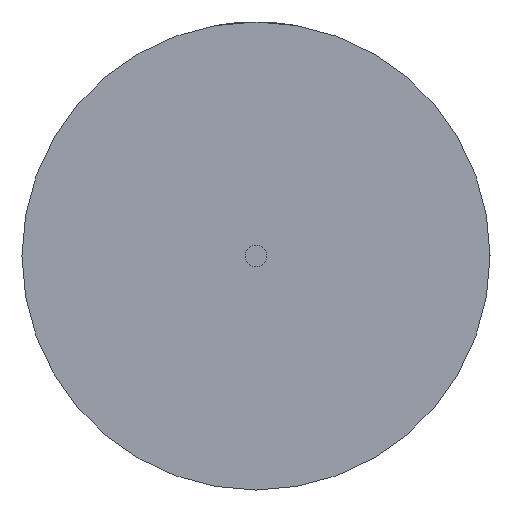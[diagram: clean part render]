
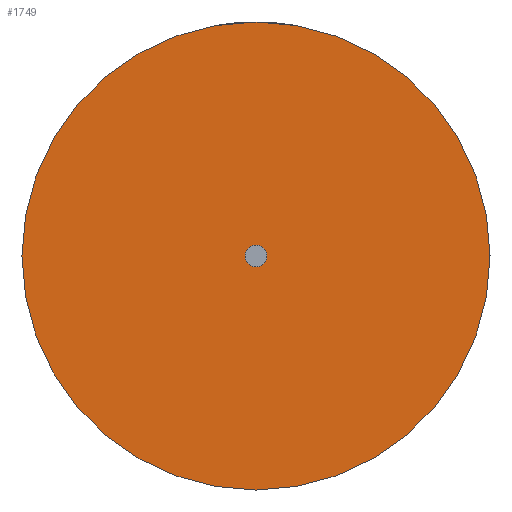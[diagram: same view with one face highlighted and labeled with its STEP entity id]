
A CAD part, left-side view. The second image highlights one B-rep face of the part: STEP entity #1749.
In plain terms, the highlighted planar face has unit normal (-1, 0, 0).
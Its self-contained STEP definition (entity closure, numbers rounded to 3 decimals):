
#59 = AXIS2_PLACEMENT_3D ( 'NONE', #2334, #2111, #3083 ) ;
#73 = EDGE_CURVE ( 'NONE', #644, #2718, #1126, .T. ) ;
#131 = CIRCLE ( 'NONE', #1124, 0.5 ) ;
#133 = AXIS2_PLACEMENT_3D ( 'NONE', #2386, #1885, #635 ) ;
#139 = DIRECTION ( 'NONE',  ( -1., 0., 0. ) ) ;
#194 = CARTESIAN_POINT ( 'NONE',  ( -0.005, 0., 0. ) ) ;
#265 = EDGE_LOOP ( 'NONE', ( #1619, #284 ) ) ;
#284 = ORIENTED_EDGE ( 'NONE', *, *, #846, .F. ) ;
#428 = FACE_OUTER_BOUND ( 'NONE', #1107, .T. ) ;
#513 = EDGE_CURVE ( 'NONE', #2657, #3069, #131, .T. ) ;
#635 = DIRECTION ( 'NONE',  ( 0., 0., 1. ) ) ;
#644 = VERTEX_POINT ( 'NONE', #757 ) ;
#679 = CIRCLE ( 'NONE', #1287, 0.5 ) ;
#757 = CARTESIAN_POINT ( 'NONE',  ( -0.005, 0., 10.75 ) ) ;
#846 = EDGE_CURVE ( 'NONE', #3069, #2657, #679, .T. ) ;
#896 = FACE_BOUND ( 'NONE', #265, .T. ) ;
#1107 = EDGE_LOOP ( 'NONE', ( #1900, #1289 ) ) ;
#1124 = AXIS2_PLACEMENT_3D ( 'NONE', #1888, #139, #1936 ) ;
#1126 = CIRCLE ( 'NONE', #59, 10.75 ) ;
#1243 = DIRECTION ( 'NONE',  ( -1., 0., 0. ) ) ;
#1287 = AXIS2_PLACEMENT_3D ( 'NONE', #194, #2438, #1406 ) ;
#1289 = ORIENTED_EDGE ( 'NONE', *, *, #73, .T. ) ;
#1296 = CARTESIAN_POINT ( 'NONE',  ( -0.005, 0., -0.5 ) ) ;
#1406 = DIRECTION ( 'NONE',  ( 0., 0., 1. ) ) ;
#1580 = EDGE_CURVE ( 'NONE', #2718, #644, #1729, .T. ) ;
#1619 = ORIENTED_EDGE ( 'NONE', *, *, #513, .F. ) ;
#1729 = CIRCLE ( 'NONE', #133, 10.75 ) ;
#1749 = ADVANCED_FACE ( 'NONE', ( #428, #896 ), #3010, .T. ) ;
#1757 = AXIS2_PLACEMENT_3D ( 'NONE', #3251, #1243, #2731 ) ;
#1885 = DIRECTION ( 'NONE',  ( -1., 0., 0. ) ) ;
#1888 = CARTESIAN_POINT ( 'NONE',  ( -0.005, 0., 0. ) ) ;
#1900 = ORIENTED_EDGE ( 'NONE', *, *, #1580, .T. ) ;
#1936 = DIRECTION ( 'NONE',  ( 0., 0., 1. ) ) ;
#2111 = DIRECTION ( 'NONE',  ( -1., 0., 0. ) ) ;
#2334 = CARTESIAN_POINT ( 'NONE',  ( -0.005, 0., 0. ) ) ;
#2386 = CARTESIAN_POINT ( 'NONE',  ( -0.005, 0., 0. ) ) ;
#2438 = DIRECTION ( 'NONE',  ( -1., 0., 0. ) ) ;
#2538 = CARTESIAN_POINT ( 'NONE',  ( -0.005, 0., -10.75 ) ) ;
#2657 = VERTEX_POINT ( 'NONE', #1296 ) ;
#2718 = VERTEX_POINT ( 'NONE', #2538 ) ;
#2731 = DIRECTION ( 'NONE',  ( 0., 0., 1. ) ) ;
#3010 = PLANE ( 'NONE',  #1757 ) ;
#3069 = VERTEX_POINT ( 'NONE', #3242 ) ;
#3083 = DIRECTION ( 'NONE',  ( 0., 0., 1. ) ) ;
#3242 = CARTESIAN_POINT ( 'NONE',  ( -0.005, 0., 0.5 ) ) ;
#3251 = CARTESIAN_POINT ( 'NONE',  ( -0.005, 0., 0. ) ) ;
